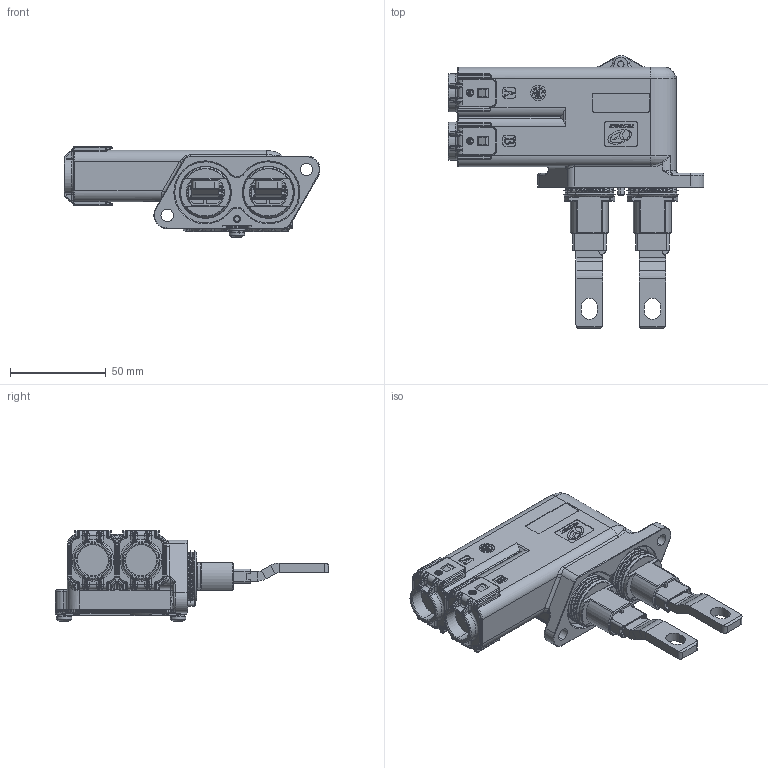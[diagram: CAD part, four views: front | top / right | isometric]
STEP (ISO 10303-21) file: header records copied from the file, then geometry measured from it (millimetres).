
FILE_DESCRIPTION (( 'STEP AP214' ), '1' );
FILE_NAME ('YG196-459(A3)諦蚚.STEP', '2021-08-23T03:25:44', ( 'yguser' ), ( 'yongguikeji' ), 'SwSTEP 2.0', 'SolidWorks 2018', '' );
FILE_SCHEMA (( 'AUTOMOTIVE_DESIGN' ));
Length unit declared in the file: millimetre
Products named in the file (1): YG196-459(A3)諦蚚
Bounding box: 134 x 142.95 x 47.61 mm (x, y, z)
Volume: 246861.9 mm3; surface area: 53475.1 mm2
Topology: 1 solids, 16 shells, 4384 faces, 11401 edges, 7070 vertices
Faces by surface type: plane 1884, bspline 984, cylinder 905, torus 379, cone 119, sphere 113
Entity records: 227667 total; most frequent: CARTESIAN_POINT 79827, ORIENTED_EDGE 22452, DIRECTION 18036, EDGE_CURVE 11226, VERTEX_POINT 7070, VECTOR 6258, LINE 6258, AXIS2_PLACEMENT_3D 5889
